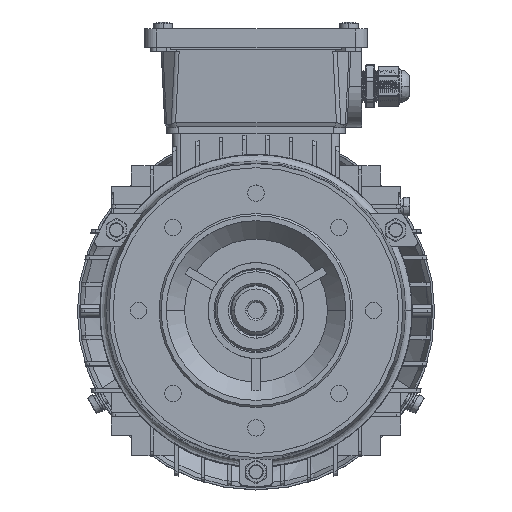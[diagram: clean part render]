
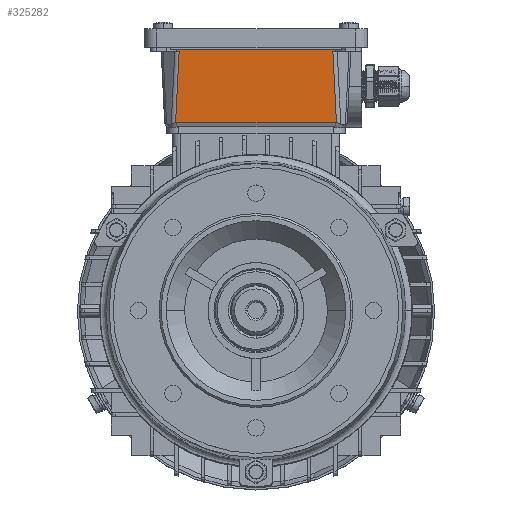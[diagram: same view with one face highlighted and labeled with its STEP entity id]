
A CAD part, top view. The second image highlights one B-rep face of the part: STEP entity #325282.
In plain terms, the highlighted planar face has unit normal (0, -0.05, 0.999).
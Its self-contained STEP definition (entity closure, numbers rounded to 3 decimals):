
#306 = EDGE_CURVE ( 'NONE', #265348, #93995, #269780, .T. ) ;
#1062 =( BOUNDED_CURVE ( )  B_SPLINE_CURVE ( 3, ( #41480, #97207, #40345, #67073 ),
 .UNSPECIFIED., .F., .T. ) 
 B_SPLINE_CURVE_WITH_KNOTS ( ( 4, 4 ),
 ( 6.103, 6.12 ),
 .UNSPECIFIED. ) 
 CURVE ( )  GEOMETRIC_REPRESENTATION_ITEM ( )  RATIONAL_B_SPLINE_CURVE ( ( 1., 1., 1., 1. ) ) 
 REPRESENTATION_ITEM ( '' )  );
#4911 = EDGE_CURVE ( 'NONE', #26115, #124426, #264797, .T. ) ;
#7724 = CARTESIAN_POINT ( 'NONE',  ( -45.631, 215.11, 132.002 ) ) ;
#15647 = FACE_OUTER_BOUND ( 'NONE', #25089, .T. ) ;
#25089 = EDGE_LOOP ( 'NONE', ( #321402, #259539, #26666, #292997, #101201, #215394, #256635, #88438, #338150, #310570 ) ) ;
#26115 = VERTEX_POINT ( 'NONE', #137618 ) ;
#26666 = ORIENTED_EDGE ( 'NONE', *, *, #285030, .T. ) ;
#31708 = DIRECTION ( 'NONE',  ( -0.05, -0.998, -0.05 ) ) ;
#32091 = VECTOR ( 'NONE', #85310, 1000. ) ;
#33588 = DIRECTION ( 'NONE',  ( 1., 0., 0. ) ) ;
#35333 = VERTEX_POINT ( 'NONE', #74617 ) ;
#40345 = CARTESIAN_POINT ( 'NONE',  ( -119.239, 112.911, 126.892 ) ) ;
#41480 = CARTESIAN_POINT ( 'NONE',  ( -119.313, 112.913, 126.893 ) ) ;
#42140 = AXIS2_PLACEMENT_3D ( 'NONE', #337980, #43930, #70635 ) ;
#43930 = DIRECTION ( 'NONE',  ( 0., 0.05, -0.999 ) ) ;
#67073 = CARTESIAN_POINT ( 'NONE',  ( -119.202, 112.911, 126.892 ) ) ;
#70635 = DIRECTION ( 'NONE',  ( 0., -0.999, -0.05 ) ) ;
#71767 = PLANE ( 'NONE',  #42140 ) ;
#74522 = DIRECTION ( 'NONE',  ( -0.05, 0.998, 0.05 ) ) ;
#74617 = CARTESIAN_POINT ( 'NONE',  ( -119.202, 112.911, 126.892 ) ) ;
#85310 = DIRECTION ( 'NONE',  ( 0.05, 0.998, 0.05 ) ) ;
#87585 = CARTESIAN_POINT ( 'NONE',  ( -115.121, 221.665, 132.33 ) ) ;
#88438 = ORIENTED_EDGE ( 'NONE', *, *, #266445, .T. ) ;
#89112 = EDGE_CURVE ( 'NONE', #26115, #288169, #135998, .T. ) ;
#90521 = CARTESIAN_POINT ( 'NONE',  ( -40.595, 112.911, 126.892 ) ) ;
#93995 = VERTEX_POINT ( 'NONE', #200703 ) ;
#97207 = CARTESIAN_POINT ( 'NONE',  ( -119.276, 112.911, 126.892 ) ) ;
#101201 = ORIENTED_EDGE ( 'NONE', *, *, #344853, .F. ) ;
#102590 = EDGE_CURVE ( 'NONE', #330014, #35333, #1062, .T. ) ;
#113667 = DIRECTION ( 'NONE',  ( 1., 0., 0. ) ) ;
#118720 = LINE ( 'NONE', #278893, #322670 ) ;
#124388 = EDGE_CURVE ( 'NONE', #290041, #288169, #118720, .T. ) ;
#124426 = VERTEX_POINT ( 'NONE', #282324 ) ;
#130394 = DIRECTION ( 'NONE',  ( -1., 0., 0. ) ) ;
#131368 = LINE ( 'NONE', #191575, #193727 ) ;
#131534 = CARTESIAN_POINT ( 'NONE',  ( -14.667, 112.911, 126.892 ) ) ;
#135998 = LINE ( 'NONE', #87585, #32091 ) ;
#137618 = CARTESIAN_POINT ( 'NONE',  ( -118.809, 147.911, 128.642 ) ) ;
#140344 = VECTOR ( 'NONE', #113667, 1000. ) ;
#146558 =( BOUNDED_CURVE ( )  B_SPLINE_CURVE ( 3, ( #275340, #90521, #198523, #225253 ),
 .UNSPECIFIED., .F., .T. ) 
 B_SPLINE_CURVE_WITH_KNOTS ( ( 4, 4 ),
 ( 3.305, 3.321 ),
 .UNSPECIFIED. ) 
 CURVE ( )  GEOMETRIC_REPRESENTATION_ITEM ( )  RATIONAL_B_SPLINE_CURVE ( ( 1., 1., 1., 1. ) ) 
 REPRESENTATION_ITEM ( '' )  );
#148076 = EDGE_CURVE ( 'NONE', #165473, #265348, #146558, .T. ) ;
#151089 = LINE ( 'NONE', #161769, #217596 ) ;
#161740 = CARTESIAN_POINT ( 'NONE',  ( -40.521, 112.913, 126.893 ) ) ;
#161769 = CARTESIAN_POINT ( 'NONE',  ( -119.302, 113.128, 126.903 ) ) ;
#165473 = VERTEX_POINT ( 'NONE', #216322 ) ;
#165897 = CARTESIAN_POINT ( 'NONE',  ( -14.667, 147.911, 128.642 ) ) ;
#178775 = CARTESIAN_POINT ( 'NONE',  ( -118.76, 148.888, 128.691 ) ) ;
#182806 = LINE ( 'NONE', #131534, #307689 ) ;
#191575 = CARTESIAN_POINT ( 'NONE',  ( -14.667, 147.911, 128.642 ) ) ;
#193614 = DIRECTION ( 'NONE',  ( -0.05, 0.998, 0.05 ) ) ;
#193727 = VECTOR ( 'NONE', #33588, 1000. ) ;
#198523 = CARTESIAN_POINT ( 'NONE',  ( -40.558, 112.911, 126.892 ) ) ;
#198965 = VECTOR ( 'NONE', #193614, 1000. ) ;
#200703 = CARTESIAN_POINT ( 'NONE',  ( -42.271, 147.911, 128.642 ) ) ;
#206315 = CARTESIAN_POINT ( 'NONE',  ( -41.025, 147.911, 128.642 ) ) ;
#214125 = CARTESIAN_POINT ( 'NONE',  ( -41.074, 148.888, 128.691 ) ) ;
#215394 = ORIENTED_EDGE ( 'NONE', *, *, #148076, .T. ) ;
#216322 = CARTESIAN_POINT ( 'NONE',  ( -40.631, 112.911, 126.892 ) ) ;
#217596 = VECTOR ( 'NONE', #31708, 1000. ) ;
#225253 = CARTESIAN_POINT ( 'NONE',  ( -40.521, 112.913, 126.893 ) ) ;
#231250 = EDGE_CURVE ( 'NONE', #317470, #290041, #259759, .T. ) ;
#254421 = DIRECTION ( 'NONE',  ( -1., 0., 0. ) ) ;
#256635 = ORIENTED_EDGE ( 'NONE', *, *, #306, .T. ) ;
#259539 = ORIENTED_EDGE ( 'NONE', *, *, #4911, .T. ) ;
#259759 = LINE ( 'NONE', #344217, #305538 ) ;
#264797 = LINE ( 'NONE', #165897, #140344 ) ;
#265348 = VERTEX_POINT ( 'NONE', #161740 ) ;
#266445 = EDGE_CURVE ( 'NONE', #93995, #317470, #131368, .T. ) ;
#269780 = LINE ( 'NONE', #7724, #198965 ) ;
#275340 = CARTESIAN_POINT ( 'NONE',  ( -40.631, 112.911, 126.892 ) ) ;
#278893 = CARTESIAN_POINT ( 'NONE',  ( -14.667, 148.888, 128.691 ) ) ;
#279572 = CARTESIAN_POINT ( 'NONE',  ( -119.313, 112.913, 126.893 ) ) ;
#282324 = CARTESIAN_POINT ( 'NONE',  ( -117.563, 147.911, 128.642 ) ) ;
#285030 = EDGE_CURVE ( 'NONE', #124426, #330014, #151089, .T. ) ;
#288169 = VERTEX_POINT ( 'NONE', #178775 ) ;
#290041 = VERTEX_POINT ( 'NONE', #214125 ) ;
#292997 = ORIENTED_EDGE ( 'NONE', *, *, #102590, .T. ) ;
#305538 = VECTOR ( 'NONE', #74522, 1000. ) ;
#307689 = VECTOR ( 'NONE', #130394, 1000. ) ;
#310570 = ORIENTED_EDGE ( 'NONE', *, *, #124388, .T. ) ;
#317470 = VERTEX_POINT ( 'NONE', #206315 ) ;
#321402 = ORIENTED_EDGE ( 'NONE', *, *, #89112, .F. ) ;
#322670 = VECTOR ( 'NONE', #254421, 1000. ) ;
#325282 = ADVANCED_FACE ( 'NONE', ( #15647 ), #71767, .F. ) ;
#330014 = VERTEX_POINT ( 'NONE', #279572 ) ;
#337980 = CARTESIAN_POINT ( 'NONE',  ( -14.667, 216.655, 132.08 ) ) ;
#338150 = ORIENTED_EDGE ( 'NONE', *, *, #231250, .T. ) ;
#344217 = CARTESIAN_POINT ( 'NONE',  ( -44.388, 215.172, 132.005 ) ) ;
#344853 = EDGE_CURVE ( 'NONE', #165473, #35333, #182806, .T. ) ;
